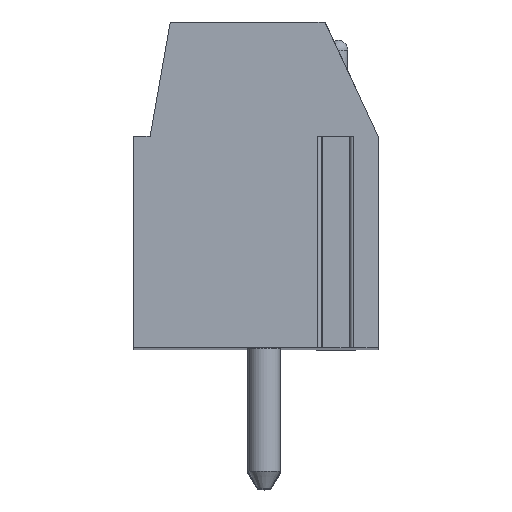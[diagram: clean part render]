
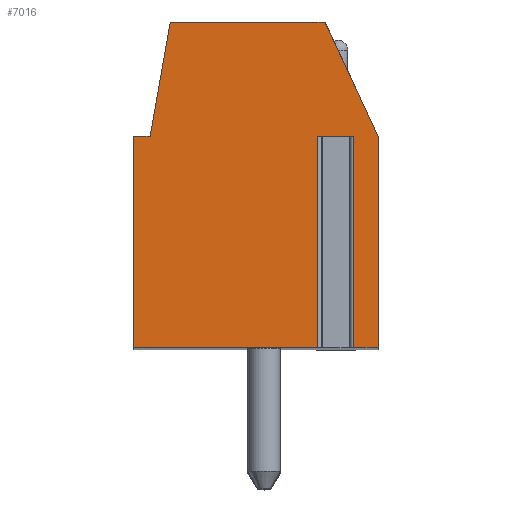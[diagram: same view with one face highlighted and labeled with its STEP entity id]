
A CAD part, top view. The second image highlights one B-rep face of the part: STEP entity #7016.
In plain terms, the highlighted planar face has unit normal (0, 0, 1).
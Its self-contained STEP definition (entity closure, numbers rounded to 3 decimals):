
#13=DIRECTION('',(-1.,0.,0.));
#14=VECTOR('',#13,1.097);
#15=CARTESIAN_POINT('',(2.998,1.5,33.02));
#16=LINE('',#15,#14);
#17=DIRECTION('',(0.,-1.,0.));
#18=VECTOR('',#17,6.5);
#19=CARTESIAN_POINT('',(1.902,1.5,33.02));
#20=LINE('',#19,#18);
#21=DIRECTION('',(1.,0.,0.));
#22=VECTOR('',#21,5.652);
#23=CARTESIAN_POINT('',(-3.75,-5.,33.02));
#24=LINE('',#23,#22);
#25=DIRECTION('',(0.,-1.,0.));
#26=VECTOR('',#25,6.5);
#27=CARTESIAN_POINT('',(-3.75,1.5,33.02));
#28=LINE('',#27,#26);
#29=DIRECTION('',(-1.,0.,0.));
#30=VECTOR('',#29,0.5);
#31=CARTESIAN_POINT('',(-3.25,1.5,33.02));
#32=LINE('',#31,#30);
#33=DIRECTION('',(-0.174,-0.985,0.));
#34=VECTOR('',#33,3.554);
#35=CARTESIAN_POINT('',(-2.633,5.,33.02));
#36=LINE('',#35,#34);
#37=DIRECTION('',(-1.,0.,0.));
#38=VECTOR('',#37,4.751);
#39=CARTESIAN_POINT('',(2.118,5.,33.02));
#40=LINE('',#39,#38);
#41=DIRECTION('',(-0.423,0.906,0.));
#42=VECTOR('',#41,3.862);
#43=CARTESIAN_POINT('',(3.75,1.5,33.02));
#44=LINE('',#43,#42);
#45=DIRECTION('',(0.,1.,0.));
#46=VECTOR('',#45,6.5);
#47=CARTESIAN_POINT('',(3.75,-5.,33.02));
#48=LINE('',#47,#46);
#49=DIRECTION('',(1.,0.,0.));
#50=VECTOR('',#49,0.752);
#51=CARTESIAN_POINT('',(2.998,-5.,33.02));
#52=LINE('',#51,#50);
#53=DIRECTION('',(0.,-1.,0.));
#54=VECTOR('',#53,6.5);
#55=CARTESIAN_POINT('',(2.998,1.5,33.02));
#56=LINE('',#55,#54);
#5569=CARTESIAN_POINT('',(-2.633,5.,33.02));
#5570=CARTESIAN_POINT('',(-3.25,1.5,33.02));
#5571=VERTEX_POINT('',#5569);
#5572=VERTEX_POINT('',#5570);
#5573=CARTESIAN_POINT('',(-3.75,1.5,33.02));
#5574=VERTEX_POINT('',#5573);
#5575=CARTESIAN_POINT('',(-3.75,-5.,33.02));
#5576=VERTEX_POINT('',#5575);
#5577=CARTESIAN_POINT('',(3.75,-5.,33.02));
#5578=CARTESIAN_POINT('',(3.75,1.5,33.02));
#5579=VERTEX_POINT('',#5577);
#5580=VERTEX_POINT('',#5578);
#5581=CARTESIAN_POINT('',(2.118,5.,33.02));
#5582=VERTEX_POINT('',#5581);
#5641=CARTESIAN_POINT('',(2.998,1.5,33.02));
#5642=CARTESIAN_POINT('',(1.902,1.5,33.02));
#5643=VERTEX_POINT('',#5641);
#5644=VERTEX_POINT('',#5642);
#5645=CARTESIAN_POINT('',(1.902,-5.,33.02));
#5646=VERTEX_POINT('',#5645);
#5647=CARTESIAN_POINT('',(2.998,-5.,33.02));
#5648=VERTEX_POINT('',#5647);
#6987=CARTESIAN_POINT('',(0.,0.,33.02));
#6988=DIRECTION('',(0.,0.,1.));
#6989=DIRECTION('',(1.,0.,0.));
#6990=AXIS2_PLACEMENT_3D('',#6987,#6988,#6989);
#6991=PLANE('',#6990);
#6993=ORIENTED_EDGE('',*,*,#6992,.T.);
#6995=ORIENTED_EDGE('',*,*,#6994,.T.);
#6997=ORIENTED_EDGE('',*,*,#6996,.F.);
#6999=ORIENTED_EDGE('',*,*,#6998,.F.);
#7001=ORIENTED_EDGE('',*,*,#7000,.F.);
#7003=ORIENTED_EDGE('',*,*,#7002,.F.);
#7005=ORIENTED_EDGE('',*,*,#7004,.F.);
#7007=ORIENTED_EDGE('',*,*,#7006,.F.);
#7009=ORIENTED_EDGE('',*,*,#7008,.F.);
#7011=ORIENTED_EDGE('',*,*,#7010,.F.);
#7013=ORIENTED_EDGE('',*,*,#7012,.F.);
#7014=EDGE_LOOP('',(#6993,#6995,#6997,#6999,#7001,#7003,#7005,#7007,#7009,#7011,
#7013));
#7015=FACE_OUTER_BOUND('',#7014,.F.);
#6992=EDGE_CURVE('',#5643,#5644,#16,.T.);
#6994=EDGE_CURVE('',#5644,#5646,#20,.T.);
#6996=EDGE_CURVE('',#5576,#5646,#24,.T.);
#6998=EDGE_CURVE('',#5574,#5576,#28,.T.);
#7000=EDGE_CURVE('',#5572,#5574,#32,.T.);
#7002=EDGE_CURVE('',#5571,#5572,#36,.T.);
#7004=EDGE_CURVE('',#5582,#5571,#40,.T.);
#7006=EDGE_CURVE('',#5580,#5582,#44,.T.);
#7008=EDGE_CURVE('',#5579,#5580,#48,.T.);
#7010=EDGE_CURVE('',#5648,#5579,#52,.T.);
#7012=EDGE_CURVE('',#5643,#5648,#56,.T.);
#7016=ADVANCED_FACE('',(#7015),#6991,.T.);
